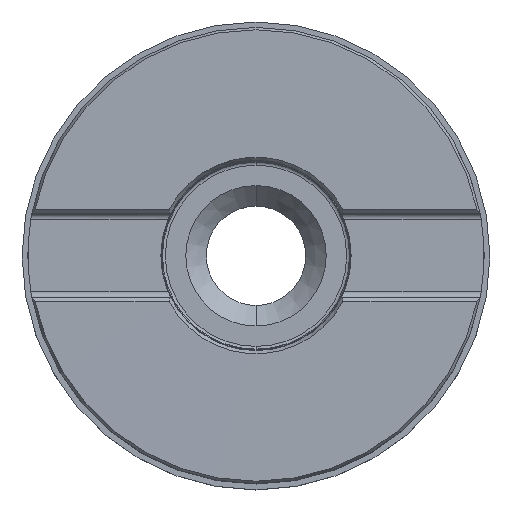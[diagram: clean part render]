
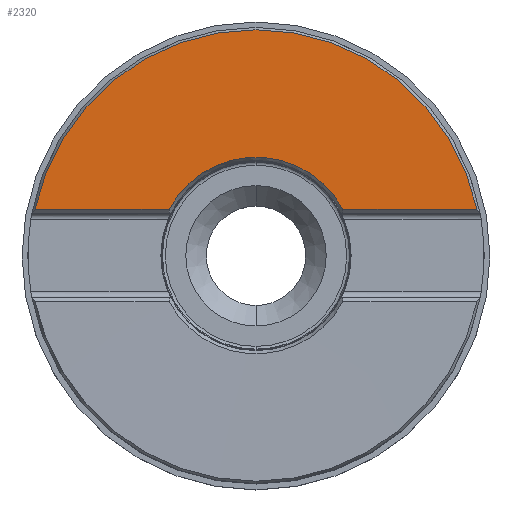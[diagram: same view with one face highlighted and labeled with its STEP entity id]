
A CAD part, top view. The second image highlights one B-rep face of the part: STEP entity #2320.
In plain terms, the highlighted conical face has half-angle 89.914 degrees and reference radius 27.702 mm.
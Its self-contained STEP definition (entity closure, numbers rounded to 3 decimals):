
#537=CARTESIAN_POINT('',(-14.854,7.867,
-0.033));
#542=CARTESIAN_POINT('',(14.854,7.867,-0.033));
#760=CARTESIAN_POINT('',(0.,0.,-0.033));
#761=DIRECTION('',(0.,0.,1.));
#762=DIRECTION('',(0.884,0.468,0.));
#763=AXIS2_PLACEMENT_3D('',#760,#761,#762);
#768=CARTESIAN_POINT('',(-37.779,7.899,
-0.001));
#769=CARTESIAN_POINT('',(-36.721,7.898,
-0.002));
#770=CARTESIAN_POINT('',(-34.71,7.895,
-0.005));
#771=CARTESIAN_POINT('',(-32.037,7.891,
-0.009));
#772=CARTESIAN_POINT('',(-29.632,7.887,
-0.013));
#773=CARTESIAN_POINT('',(-27.548,7.884,
-0.016));
#774=CARTESIAN_POINT('',(-25.732,7.882,
-0.018));
#775=CARTESIAN_POINT('',(-24.131,7.88,
-0.02));
#776=CARTESIAN_POINT('',(-22.704,7.878,
-0.022));
#777=CARTESIAN_POINT('',(-21.419,7.876,
-0.024));
#778=CARTESIAN_POINT('',(-20.251,7.874,
-0.026));
#779=CARTESIAN_POINT('',(-19.182,7.873,
-0.027));
#780=CARTESIAN_POINT('',(-18.195,7.871,
-0.029));
#781=CARTESIAN_POINT('',(-17.278,7.87,
-0.03));
#782=CARTESIAN_POINT('',(-16.42,7.869,
-0.031));
#783=CARTESIAN_POINT('',(-15.613,7.868,
-0.032));
#784=CARTESIAN_POINT('',(-15.102,7.867,
-0.033));
#785=CARTESIAN_POINT('',(-14.854,7.867,
-0.033));
#790=CARTESIAN_POINT('',(0.,0.,-0.001));
#791=DIRECTION('',(0.,0.,-1.));
#792=DIRECTION('',(-0.979,0.205,0.));
#793=AXIS2_PLACEMENT_3D('',#790,#791,#792);
#798=CARTESIAN_POINT('',(14.854,7.867,-0.033));
#799=CARTESIAN_POINT('',(15.101,7.867,-0.033));
#800=CARTESIAN_POINT('',(15.612,7.868,-0.032));
#801=CARTESIAN_POINT('',(16.418,7.869,-0.031));
#802=CARTESIAN_POINT('',(17.275,7.87,-0.03));
#803=CARTESIAN_POINT('',(18.191,7.871,-0.029));
#804=CARTESIAN_POINT('',(19.177,7.873,-0.027));
#805=CARTESIAN_POINT('',(20.246,7.874,-0.026));
#806=CARTESIAN_POINT('',(21.413,7.876,-0.024));
#807=CARTESIAN_POINT('',(22.698,7.878,-0.022));
#808=CARTESIAN_POINT('',(24.126,7.88,-0.02));
#809=CARTESIAN_POINT('',(25.728,7.882,-0.018));
#810=CARTESIAN_POINT('',(27.545,7.884,-0.016));
#811=CARTESIAN_POINT('',(29.631,7.887,-0.013));
#812=CARTESIAN_POINT('',(32.038,7.891,-0.009));
#813=CARTESIAN_POINT('',(34.711,7.895,-0.005));
#814=CARTESIAN_POINT('',(36.721,7.898,-0.002));
#815=CARTESIAN_POINT('',(37.779,7.899,-0.001));
#885=CARTESIAN_POINT('',(-37.779,7.899,
-0.001));
#906=CARTESIAN_POINT('',(37.779,7.899,-0.001));
#1736=VERTEX_POINT('',#542);
#1751=VERTEX_POINT('',#537);
#1754=VERTEX_POINT('',#906);
#1756=VERTEX_POINT('',#885);
#2308=CARTESIAN_POINT('',(0.,0.,-0.017));
#2309=DIRECTION('',(0.,0.,1.));
#2310=DIRECTION('',(0.,1.,0.));
#2311=AXIS2_PLACEMENT_3D('',#2308,#2309,#2310);
#2312=CONICAL_SURFACE('',#2311,27.702,89.914);
#2313=ORIENTED_EDGE('',*,*,#2150,.T.);
#2314=ORIENTED_EDGE('',*,*,#2303,.F.);
#2316=ORIENTED_EDGE('',*,*,#2315,.T.);
#2317=ORIENTED_EDGE('',*,*,#2286,.F.);
#2318=EDGE_LOOP('',(#2313,#2314,#2316,#2317));
#2319=FACE_OUTER_BOUND('',#2318,.F.);
#764=CIRCLE('',#763,16.808);
#786=B_SPLINE_CURVE_WITH_KNOTS('',3,(#768,#769,#770,#771,#772,#773,#774,#775,
#776,#777,#778,#779,#780,#781,#782,#783,#784,#785),.UNSPECIFIED.,.F.,.F.,(4,1,1,
1,1,1,1,1,1,1,1,1,1,1,1,4),(0.,0.067,0.133,0.2,
0.267,0.333,0.4,0.467,0.533,
0.6,0.667,0.733,0.8,0.867,
0.933,1.),.UNSPECIFIED.);
#794=CIRCLE('',#793,38.596);
#816=B_SPLINE_CURVE_WITH_KNOTS('',3,(#798,#799,#800,#801,#802,#803,#804,#805,
#806,#807,#808,#809,#810,#811,#812,#813,#814,#815),.UNSPECIFIED.,.F.,.F.,(4,1,1,
1,1,1,1,1,1,1,1,1,1,1,1,4),(0.,0.067,0.133,0.2,
0.267,0.333,0.4,0.467,0.533,
0.6,0.667,0.733,0.8,0.867,
0.933,1.),.UNSPECIFIED.);
#2150=EDGE_CURVE('',#1736,#1751,#764,.T.);
#2286=EDGE_CURVE('',#1736,#1754,#816,.T.);
#2303=EDGE_CURVE('',#1756,#1751,#786,.T.);
#2315=EDGE_CURVE('',#1756,#1754,#794,.T.);
#2320=ADVANCED_FACE('',(#2319),#2312,.F.);
